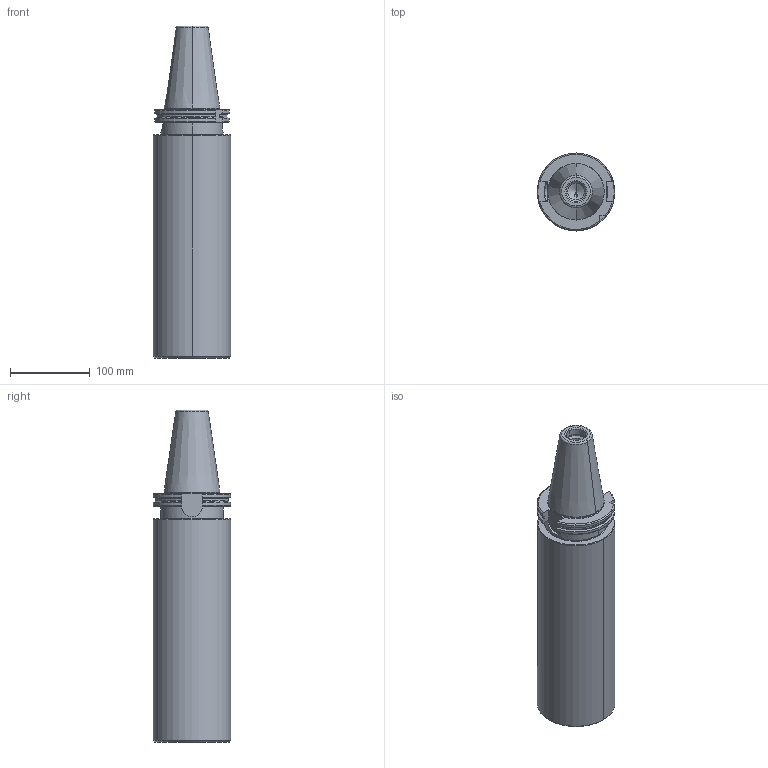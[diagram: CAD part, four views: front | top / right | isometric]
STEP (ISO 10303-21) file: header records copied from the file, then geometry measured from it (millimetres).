
FILE_DESCRIPTION((''),'2;1');
FILE_NAME('502_17_97','2020-09-29T',('104091'),(''),'CREO PARAMETRIC BY PTC INC, 2016260','CREO PARAMETRIC BY PTC INC, 2016260','');
FILE_SCHEMA(('CONFIG_CONTROL_DESIGN'));
Length unit declared in the file: millimetre
Products named in the file (1): 502_17_97
Bounding box: 97.5 x 97.5 x 416.75 mm (x, y, z)
Volume: 2505012.5 mm3; surface area: 134515.8 mm2
Topology: 1 solids, 1 shells, 106 faces, 265 edges, 160 vertices
Faces by surface type: torus 32, cylinder 27, cone 26, plane 21
Entity records: 3478 total; most frequent: CARTESIAN_POINT 922, DIRECTION 556, ORIENTED_EDGE 518, EDGE_CURVE 259, AXIS2_PLACEMENT_3D 232, VERTEX_POINT 160, CIRCLE 123, EDGE_LOOP 111
